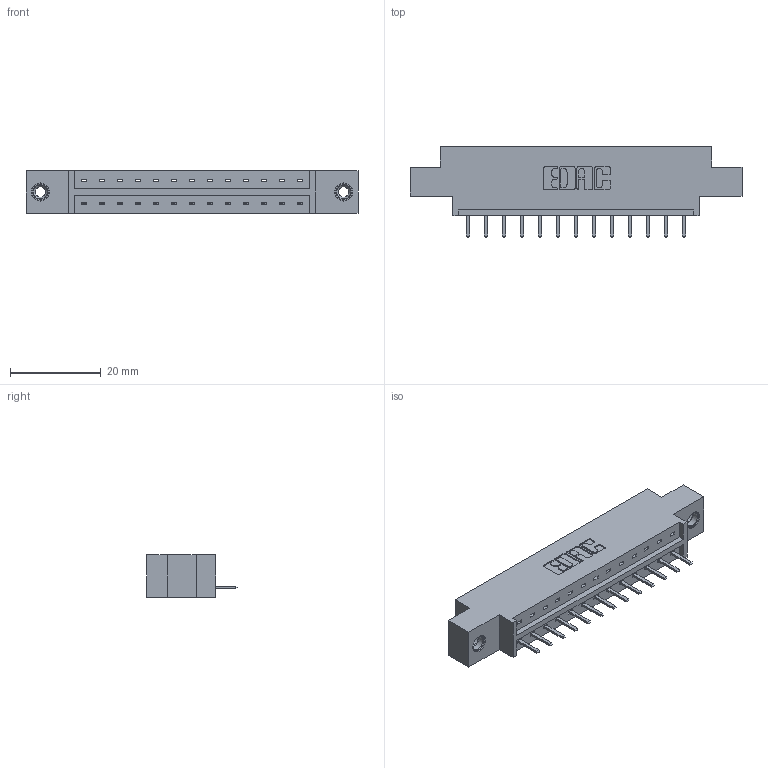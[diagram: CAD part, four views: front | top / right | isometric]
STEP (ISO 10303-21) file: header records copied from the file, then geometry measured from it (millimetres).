
FILE_DESCRIPTION (( 'STEP AP203' ), '1' );
FILE_NAME ('833-013-520-608.STEP', '2020-05-30T23:35:17', ( '' ), ( '' ), 'SwSTEP 2.0', 'SolidWorks 2020', '' );
FILE_SCHEMA (( 'CONFIG_CONTROL_DESIGN' ));
Length unit declared in the file: inch
Products named in the file (4): 833 Part_Offset - .156 Dia - TI; 345-250-001_345-250-003-102; 833-013-520-608; 345-292-001_345-293-120
Assembly tree (16 placements, depth 2):
  833-013-520-608
    833 Part_Offset - .156 Dia - TI
    345-292-001_345-293-120  x13
    345-250-001_345-250-003-102  x2
Bounding box: 73.05 x 20.02 x 9.4 mm (x, y, z)
Volume: 6829.8 mm3; surface area: 7292.6 mm2
Topology: 16 solids, 16 shells, 984 faces, 2851 edges, 1858 vertices
Faces by surface type: plane 678, cylinder 290, cone 12, torus 4
Entity records: 13130 total; most frequent: CARTESIAN_POINT 2264, ORIENTED_EDGE 2194, DIRECTION 1989, EDGE_CURVE 1097, VECTOR 945, LINE 945, VERTEX_POINT 724, AXIS2_PLACEMENT_3D 522
